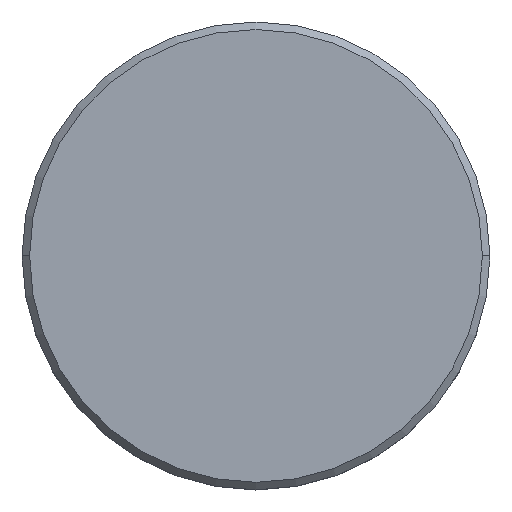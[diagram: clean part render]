
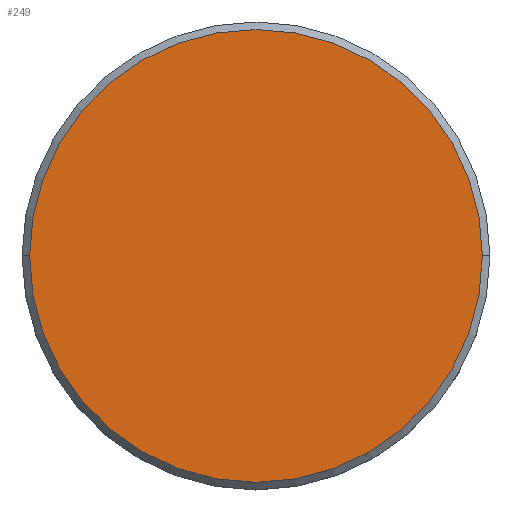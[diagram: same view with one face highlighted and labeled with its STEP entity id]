
A CAD part, top view. The second image highlights one B-rep face of the part: STEP entity #249.
In plain terms, the highlighted planar face has unit normal (0, 0, 1).
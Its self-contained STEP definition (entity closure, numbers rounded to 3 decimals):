
#6 = CIRCLE ( 'NONE', #469, 15. ) ;
#8 = AXIS2_PLACEMENT_3D ( 'NONE', #1064, #62, #239 ) ;
#62 = DIRECTION ( 'NONE',  ( 0., 0., 1. ) ) ;
#239 = DIRECTION ( 'NONE',  ( 1., 0., 0. ) ) ;
#249 = ADVANCED_FACE ( 'NONE', ( #274 ), #720, .T. ) ;
#274 = FACE_OUTER_BOUND ( 'NONE', #879, .T. ) ;
#456 = DIRECTION ( 'NONE',  ( 0., 0., 1. ) ) ;
#459 = CARTESIAN_POINT ( 'NONE',  ( 0., 0., 0. ) ) ;
#469 = AXIS2_PLACEMENT_3D ( 'NONE', #459, #985, #639 ) ;
#470 = CIRCLE ( 'NONE', #8, 15. ) ;
#639 = DIRECTION ( 'NONE',  ( 1., 0., 0. ) ) ;
#714 = DIRECTION ( 'NONE',  ( 1., 0., 0. ) ) ;
#720 = PLANE ( 'NONE',  #1061 ) ;
#729 = EDGE_CURVE ( 'NONE', #750, #1145, #6, .T. ) ;
#735 = CARTESIAN_POINT ( 'NONE',  ( 0., 0., 0. ) ) ;
#745 = CARTESIAN_POINT ( 'NONE',  ( -15., 0., 0. ) ) ;
#750 = VERTEX_POINT ( 'NONE', #1162 ) ;
#860 = ORIENTED_EDGE ( 'NONE', *, *, #1039, .T. ) ;
#879 = EDGE_LOOP ( 'NONE', ( #860, #976 ) ) ;
#976 = ORIENTED_EDGE ( 'NONE', *, *, #729, .T. ) ;
#985 = DIRECTION ( 'NONE',  ( 0., 0., 1. ) ) ;
#1039 = EDGE_CURVE ( 'NONE', #1145, #750, #470, .T. ) ;
#1061 = AXIS2_PLACEMENT_3D ( 'NONE', #735, #456, #714 ) ;
#1064 = CARTESIAN_POINT ( 'NONE',  ( 0., 0., 0. ) ) ;
#1145 = VERTEX_POINT ( 'NONE', #745 ) ;
#1162 = CARTESIAN_POINT ( 'NONE',  ( 15., 0., 0. ) ) ;
